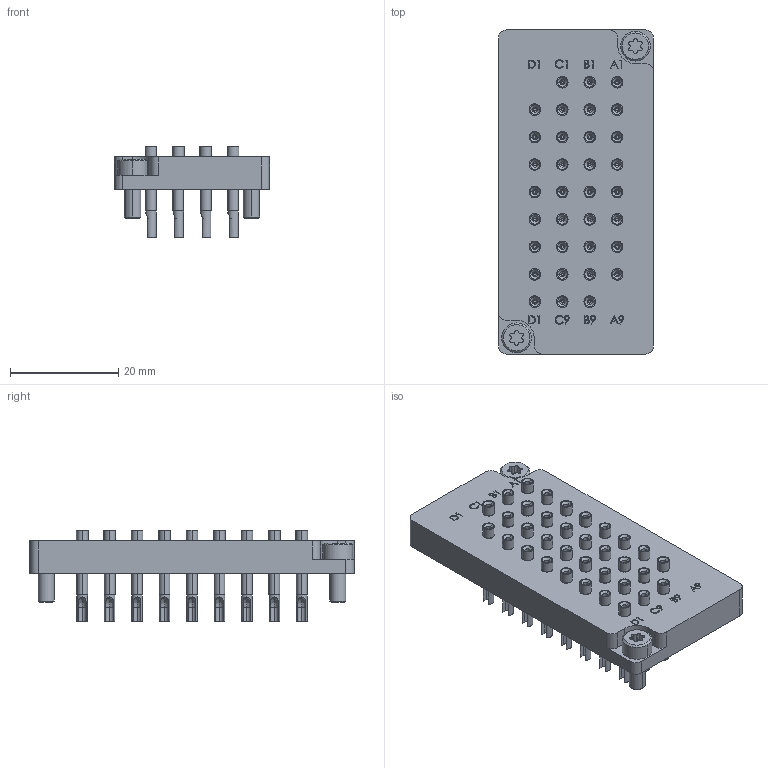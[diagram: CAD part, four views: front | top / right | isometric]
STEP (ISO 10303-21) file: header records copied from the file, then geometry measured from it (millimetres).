
FILE_DESCRIPTION (( 'STEP AP203' ), '1' );
FILE_NAME ('INGUN_31009.STEP', '2023-05-10T13:14:22', ( '' ), ( '' ), 'SwSTEP 2.0', 'SolidWorks 2021', '' );
FILE_SCHEMA (( 'CONFIG_CONTROL_DESIGN' ));
Length unit declared in the file: millimetre
Products named in the file (6): 31010~2; INGUN_31009; 31010~2_S; KT-Master__ADA~kt_KT-254 L3 E02-30; DIN912~n_M03,0x008; INFO_4640~0_S
Assembly tree (39 placements, depth 3):
  INGUN_31009
    31010~2_S
      31010~2
      INFO_4640~0_S
    KT-Master__ADA~kt_KT-254 L3 E02-30  x34
    DIN912~n_M03,0x008  x2
Bounding box: 28.7 x 60 x 17 mm (x, y, z)
Volume: 11035 mm3; surface area: 10844.2 mm2
Topology: 87 solids, 87 shells, 7088 faces, 18206 edges, 11296 vertices
Faces by surface type: plane 4023, cylinder 2436, cone 484, bspline 145
Entity records: 22461 total; most frequent: CARTESIAN_POINT 8430, ORIENTED_EDGE 2738, DIRECTION 2281, EDGE_CURVE 1369, VERTEX_POINT 888, AXIS2_PLACEMENT_3D 793, VECTOR 695, LINE 695
